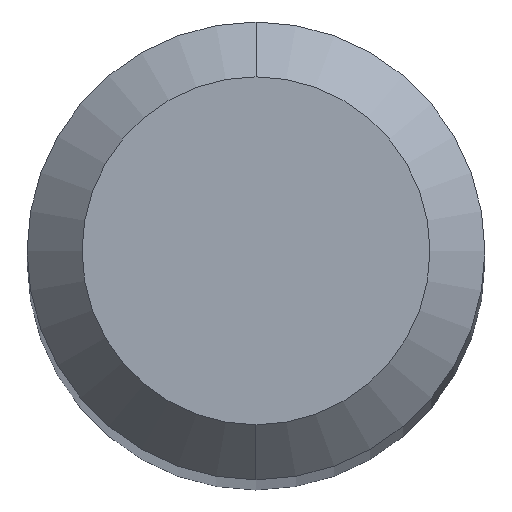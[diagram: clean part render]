
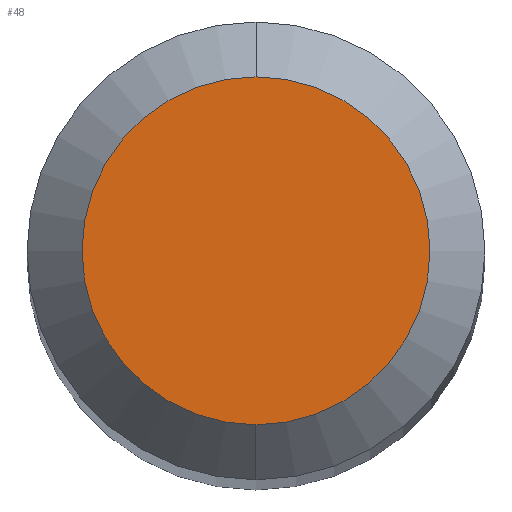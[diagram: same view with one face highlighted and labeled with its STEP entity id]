
A CAD part, top view. The second image highlights one B-rep face of the part: STEP entity #48.
In plain terms, the highlighted planar face has unit normal (0, 0, 1).
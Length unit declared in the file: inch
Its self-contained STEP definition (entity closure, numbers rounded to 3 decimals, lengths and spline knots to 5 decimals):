
#11 = CARTESIAN_POINT ( 'NONE',  ( 0., 0., 0. ) ) ;
#17 = VERTEX_POINT ( 'NONE', #477 ) ;
#48 = ADVANCED_FACE ( 'NONE', ( #437 ), #200, .F. ) ;
#49 = DIRECTION ( 'NONE',  ( 0., -1., 0. ) ) ;
#59 = ORIENTED_EDGE ( 'NONE', *, *, #223, .T. ) ;
#61 = VERTEX_POINT ( 'NONE', #233 ) ;
#63 = EDGE_LOOP ( 'NONE', ( #66, #59 ) ) ;
#66 = ORIENTED_EDGE ( 'NONE', *, *, #376, .T. ) ;
#120 = DIRECTION ( 'NONE',  ( 0., 1., 0. ) ) ;
#140 = DIRECTION ( 'NONE',  ( 0., -1., 0. ) ) ;
#144 = AXIS2_PLACEMENT_3D ( 'NONE', #180, #220, #140 ) ;
#180 = CARTESIAN_POINT ( 'NONE',  ( 0., 0., 0. ) ) ;
#187 = CIRCLE ( 'NONE', #365, 0.0475 ) ;
#198 = DIRECTION ( 'NONE',  ( 0., 0., -1. ) ) ;
#200 = PLANE ( 'NONE',  #418 ) ;
#220 = DIRECTION ( 'NONE',  ( 0., 0., 1. ) ) ;
#223 = EDGE_CURVE ( 'NONE', #61, #17, #272, .T. ) ;
#233 = CARTESIAN_POINT ( 'NONE',  ( 0., -0.0475, 0. ) ) ;
#259 = DIRECTION ( 'NONE',  ( 0., 0., 1. ) ) ;
#272 = CIRCLE ( 'NONE', #144, 0.0475 ) ;
#321 = CARTESIAN_POINT ( 'NONE',  ( 0., 0.0475, 0. ) ) ;
#365 = AXIS2_PLACEMENT_3D ( 'NONE', #11, #259, #49 ) ;
#376 = EDGE_CURVE ( 'NONE', #17, #61, #187, .T. ) ;
#418 = AXIS2_PLACEMENT_3D ( 'NONE', #321, #198, #120 ) ;
#437 = FACE_OUTER_BOUND ( 'NONE', #63, .T. ) ;
#477 = CARTESIAN_POINT ( 'NONE',  ( 0., 0.0475, 0. ) ) ;
